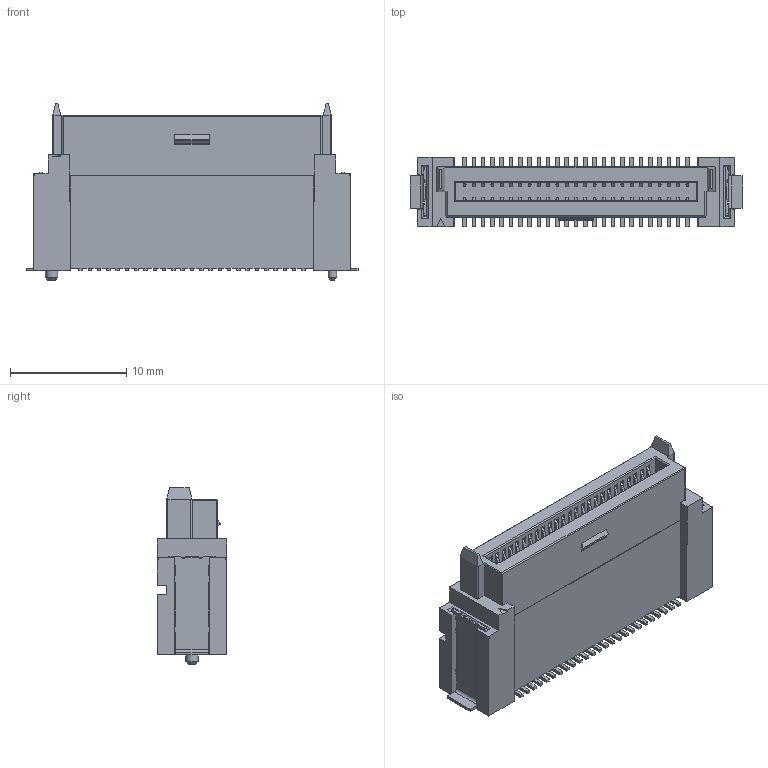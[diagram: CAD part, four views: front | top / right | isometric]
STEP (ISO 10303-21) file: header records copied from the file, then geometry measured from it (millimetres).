
FILE_DESCRIPTION( ('This file contains a STEP AP42 implementation' ,'as created by ZW3D STEP Interface translator.') ,'2;1' );
FILE_NAME( '3614-SXXX-134S1R01.stp' ,'23 321.133932', (''), ('ZWCAD Software Co.'), 'Version 1.0', 'ZW3D to STEP translator', '' );
FILE_SCHEMA(('AUTOMOTIVE_DESIGN { 1 0 10303 214 1 1 1 1 }'));
Length unit declared in the file: millimetre
Products named in the file (2): 0; 3614-SXXX-134S1R01
Bounding box: 28.6 x 6 x 15.2 mm (x, y, z)
Volume: 1396.3 mm3; surface area: 1723.9 mm2
Topology: 1 solids, 3 shells, 1290 faces, 3768 edges, 2490 vertices
Faces by surface type: plane 1030, cylinder 149, bspline 105, cone 6
Full cylindrical faces by diameter (mm): 0.7 x2, 0.8 x1, 1.05 x1, 1.1 x1, 1.2 x1
Entity records: 44715 total; most frequent: CARTESIAN_POINT 8966, ORIENTED_EDGE 7536, DIRECTION 6636, EDGE_CURVE 3768, VECTOR 3240, LINE 3240, VERTEX_POINT 2490, AXIS2_PLACEMENT_3D 1698
